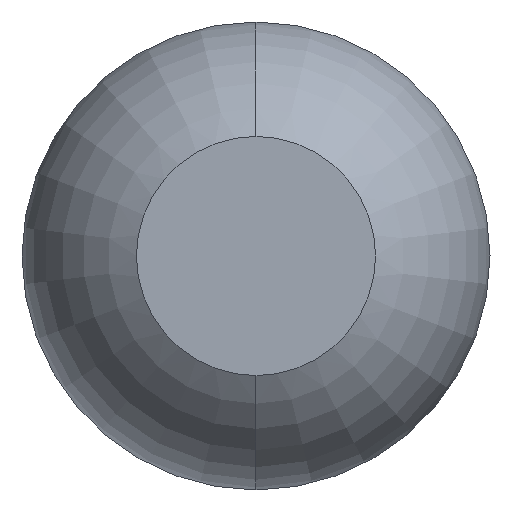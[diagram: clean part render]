
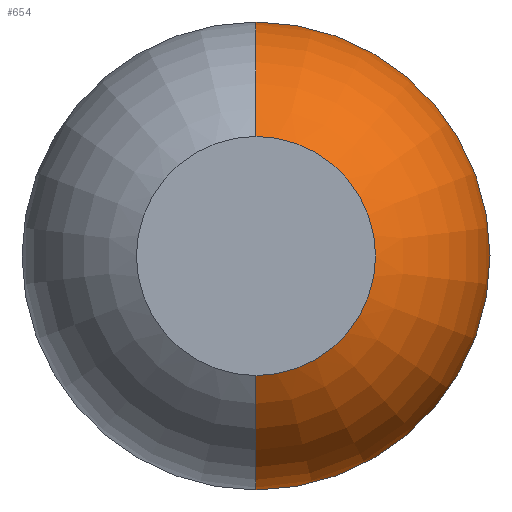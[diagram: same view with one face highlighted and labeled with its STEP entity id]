
A CAD part, front view. The second image highlights one B-rep face of the part: STEP entity #654.
In plain terms, the highlighted toroidal (fillet/blend) face has major radius 0.035 mm and minor radius 0.65 mm.
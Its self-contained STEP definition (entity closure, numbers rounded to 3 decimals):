
#490 = CARTESIAN_POINT ( 'NONE',  ( 0., -24.431, 0.685 ) ) ;
#654 = ADVANCED_FACE ( 'Defeature ausgef�hrt1_98', ( #5735 ), #1752, .T. ) ;
#695 = CARTESIAN_POINT ( 'NONE',  ( 0., -24.431, 0. ) ) ;
#755 = AXIS2_PLACEMENT_3D ( 'NONE', #695, #4085, #1170 ) ;
#777 = CIRCLE ( 'NONE', #988, 0.35 ) ;
#847 = CIRCLE ( 'NONE', #755, 0.685 ) ;
#985 = CARTESIAN_POINT ( 'NONE',  ( 0., -25., 0.35 ) ) ;
#988 = AXIS2_PLACEMENT_3D ( 'NONE', #3187, #2656, #1191 ) ;
#1106 = EDGE_LOOP ( 'NONE', ( #3640, #5743, #1565, #4709 ) ) ;
#1170 = DIRECTION ( 'NONE',  ( 0., 0., -1. ) ) ;
#1191 = DIRECTION ( 'NONE',  ( 0., 0., -1. ) ) ;
#1493 = EDGE_CURVE ( 'Defeature ausgef�hrt1_98+Defeature ausgef�hrt1_99+Defeature ausgef�hrt1_99+Defeature ausgef�hrt1_99', #5328, #4502, #847, .T. ) ;
#1509 = EDGE_CURVE ( 'Defeature ausgef�hrt1_101+Defeature ausgef�hrt1_98+Defeature ausgef�hrt1_98+Defeature ausgef�hrt1_98', #6299, #6243, #777, .T. ) ;
#1565 = ORIENTED_EDGE ( 'NONE', *, *, #1509, .F. ) ;
#1752 = TOROIDAL_SURFACE ( 'NONE', #4079, 0.035, 0.65 ) ;
#2526 = CARTESIAN_POINT ( 'NONE',  ( 0., -25., -0.35 ) ) ;
#2656 = DIRECTION ( 'NONE',  ( 0., -1., 0. ) ) ;
#3011 = DIRECTION ( 'NONE',  ( 0., -1., 0. ) ) ;
#3187 = CARTESIAN_POINT ( 'NONE',  ( 0., -25., 0. ) ) ;
#3213 = CIRCLE ( 'NONE', #5997, 0.65 ) ;
#3368 = CARTESIAN_POINT ( 'NONE',  ( 0., -24.431, 0.035 ) ) ;
#3423 = DIRECTION ( 'NONE',  ( 0., 0., -1. ) ) ;
#3495 = CARTESIAN_POINT ( 'NONE',  ( 0., -24.431, 0. ) ) ;
#3555 = DIRECTION ( 'NONE',  ( 0., 0., 1. ) ) ;
#3640 = ORIENTED_EDGE ( 'NONE', *, *, #1493, .T. ) ;
#4079 = AXIS2_PLACEMENT_3D ( 'NONE', #3495, #3011, #3423 ) ;
#4085 = DIRECTION ( 'NONE',  ( 0., -1., 0. ) ) ;
#4106 = DIRECTION ( 'NONE',  ( -1., 0., 0. ) ) ;
#4418 = DIRECTION ( 'NONE',  ( 0., 0., -1. ) ) ;
#4430 = CIRCLE ( 'NONE', #5367, 0.65 ) ;
#4502 = VERTEX_POINT ( 'NONE', #490 ) ;
#4706 = EDGE_CURVE ( 'NONE', #5328, #6299, #3213, .T. ) ;
#4709 = ORIENTED_EDGE ( 'NONE', *, *, #4706, .F. ) ;
#4846 = DIRECTION ( 'NONE',  ( 1., 0., 0. ) ) ;
#5233 = CARTESIAN_POINT ( 'NONE',  ( 0., -24.431, -0.685 ) ) ;
#5328 = VERTEX_POINT ( 'NONE', #5233 ) ;
#5367 = AXIS2_PLACEMENT_3D ( 'NONE', #3368, #4846, #4418 ) ;
#5735 = FACE_OUTER_BOUND ( 'NONE', #1106, .T. ) ;
#5743 = ORIENTED_EDGE ( 'NONE', *, *, #5773, .T. ) ;
#5773 = EDGE_CURVE ( 'NONE', #4502, #6243, #4430, .T. ) ;
#5997 = AXIS2_PLACEMENT_3D ( 'NONE', #6133, #4106, #3555 ) ;
#6133 = CARTESIAN_POINT ( 'NONE',  ( 0., -24.431, -0.035 ) ) ;
#6243 = VERTEX_POINT ( 'NONE', #985 ) ;
#6299 = VERTEX_POINT ( 'NONE', #2526 ) ;
